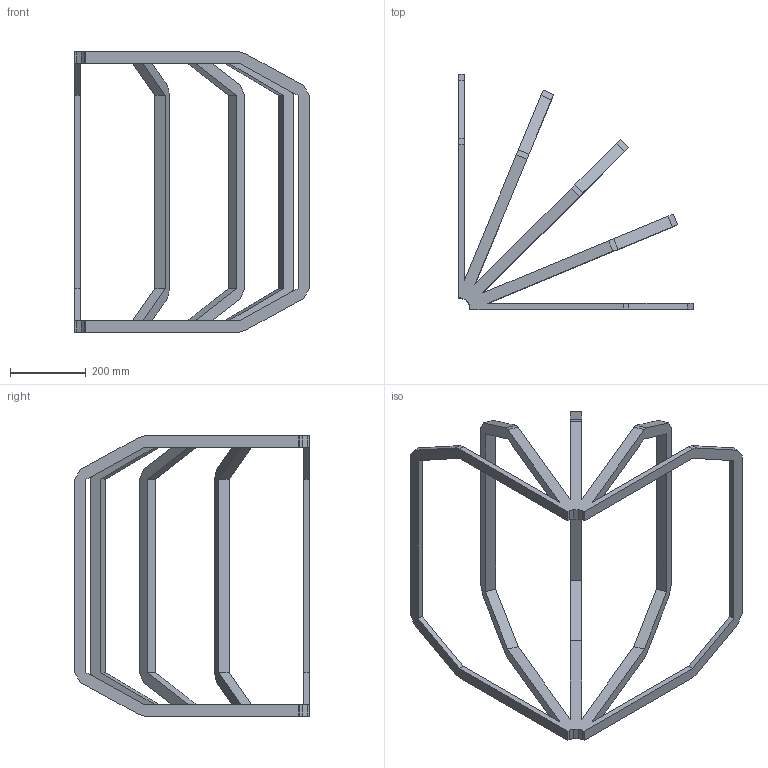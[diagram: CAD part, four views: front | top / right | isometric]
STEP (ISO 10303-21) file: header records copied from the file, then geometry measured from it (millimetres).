
FILE_DESCRIPTION(('Open CASCADE Model'),'2;1');
FILE_NAME('Open CASCADE Shape Model','2021-06-09T00:13:21',('Author'),( 'Open CASCADE'),'Open CASCADE STEP processor 7.5','Open CASCADE 7.5' ,'Unknown');
FILE_SCHEMA(('AUTOMOTIVE_DESIGN { 1 0 10303 214 1 1 1 1 }'));
Length unit declared in the file: millimetre
Products named in the file (5): CQ assembly; 1e4b4ee2-c8af-11eb-820f-7085c2b1c2e1; 1e4b4ee2-c8af-11eb-820f-7085c2b1c2e1_part; 1e4b55cc-c8af-11eb-820f-7085c2b1c2e1; 1e4b55cc-c8af-11eb-820f-7085c2b1c2e1_part
Assembly tree (4 placements, depth 4):
  CQ assembly
    1e4b4ee2-c8af-11eb-820f-7085c2b1c2e1
      1e4b4ee2-c8af-11eb-820f-7085c2b1c2e1_part
      1e4b55cc-c8af-11eb-820f-7085c2b1c2e1
        1e4b55cc-c8af-11eb-820f-7085c2b1c2e1_part
Bounding box: 620 x 620 x 740 mm (x, y, z)
Volume: 6072976.5 mm3; surface area: 901352.9 mm2
Topology: 1 solids, 1 shells, 74 faces, 240 edges, 160 vertices
Faces by surface type: plane 74
Entity records: 5715 total; most frequent: CARTESIAN_POINT 1055, DIRECTION 782, LINE 624, VECTOR 624, ORIENTED_EDGE 480, PCURVE 480, DEFINITIONAL_REPRESENTATION 480, EDGE_CURVE 240
